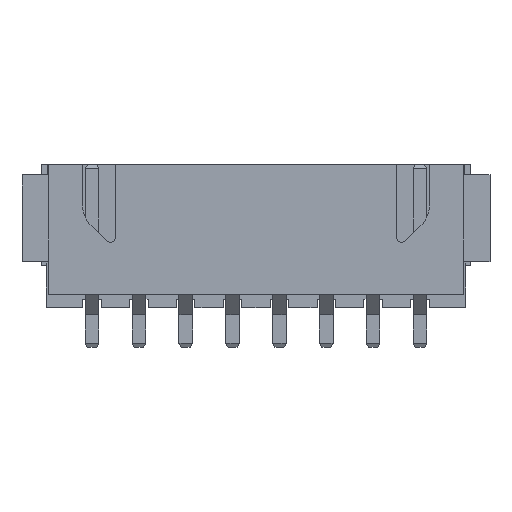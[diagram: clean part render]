
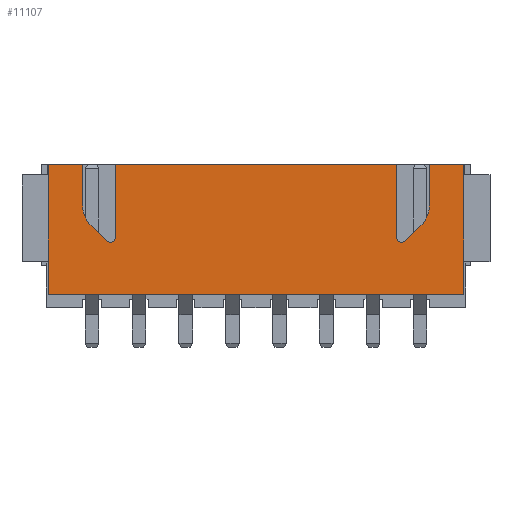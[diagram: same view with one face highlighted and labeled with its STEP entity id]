
A CAD part, top view. The second image highlights one B-rep face of the part: STEP entity #11107.
In plain terms, the highlighted planar face has unit normal (0, 0, 1).
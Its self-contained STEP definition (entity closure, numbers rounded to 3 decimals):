
#352=CIRCLE('',#11602,1.651);
#353=CIRCLE('',#11603,0.254);
#354=CIRCLE('',#11604,0.254);
#355=CIRCLE('',#11605,1.651);
#364=ORIENTED_EDGE('',*,*,#2694,.F.);
#365=ORIENTED_EDGE('',*,*,#2695,.T.);
#366=ORIENTED_EDGE('',*,*,#2696,.F.);
#367=ORIENTED_EDGE('',*,*,#2697,.T.);
#368=ORIENTED_EDGE('',*,*,#2698,.F.);
#369=ORIENTED_EDGE('',*,*,#2693,.T.);
#370=ORIENTED_EDGE('',*,*,#2699,.F.);
#371=ORIENTED_EDGE('',*,*,#2700,.T.);
#372=ORIENTED_EDGE('',*,*,#2701,.F.);
#373=ORIENTED_EDGE('',*,*,#2702,.T.);
#374=ORIENTED_EDGE('',*,*,#2703,.F.);
#375=ORIENTED_EDGE('',*,*,#2704,.T.);
#376=ORIENTED_EDGE('',*,*,#2705,.F.);
#377=ORIENTED_EDGE('',*,*,#2706,.F.);
#378=ORIENTED_EDGE('',*,*,#2707,.T.);
#379=ORIENTED_EDGE('',*,*,#2708,.T.);
#2693=EDGE_CURVE('',#3856,#3858,#4616,.T.);
#2694=EDGE_CURVE('',#3859,#3860,#4617,.T.);
#2695=EDGE_CURVE('',#3859,#3861,#352,.T.);
#2696=EDGE_CURVE('',#3862,#3861,#4618,.T.);
#2697=EDGE_CURVE('',#3862,#3863,#353,.T.);
#2698=EDGE_CURVE('',#3856,#3863,#4619,.T.);
#2699=EDGE_CURVE('',#3864,#3858,#4620,.T.);
#2700=EDGE_CURVE('',#3864,#3865,#354,.T.);
#2701=EDGE_CURVE('',#3866,#3865,#4621,.T.);
#2702=EDGE_CURVE('',#3866,#3867,#355,.T.);
#2703=EDGE_CURVE('',#3868,#3867,#4622,.T.);
#2704=EDGE_CURVE('',#3868,#3869,#4623,.T.);
#2705=EDGE_CURVE('',#3870,#3869,#4624,.T.);
#2706=EDGE_CURVE('',#3871,#3870,#4625,.T.);
#2707=EDGE_CURVE('',#3871,#3872,#4626,.T.);
#2708=EDGE_CURVE('',#3872,#3860,#4627,.T.);
#3856=VERTEX_POINT('',#13808);
#3858=VERTEX_POINT('',#13812);
#3859=VERTEX_POINT('',#13816);
#3860=VERTEX_POINT('',#13817);
#3861=VERTEX_POINT('',#13819);
#3862=VERTEX_POINT('',#13821);
#3863=VERTEX_POINT('',#13823);
#3864=VERTEX_POINT('',#13826);
#3865=VERTEX_POINT('',#13828);
#3866=VERTEX_POINT('',#13830);
#3867=VERTEX_POINT('',#13832);
#3868=VERTEX_POINT('',#13834);
#3869=VERTEX_POINT('',#13836);
#3870=VERTEX_POINT('',#13838);
#3871=VERTEX_POINT('',#13840);
#3872=VERTEX_POINT('',#13842);
#4616=LINE('',#13813,#5507);
#4617=LINE('',#13815,#5508);
#4618=LINE('',#13820,#5509);
#4619=LINE('',#13824,#5510);
#4620=LINE('',#13825,#5511);
#4621=LINE('',#13829,#5512);
#4622=LINE('',#13833,#5513);
#4623=LINE('',#13835,#5514);
#4624=LINE('',#13837,#5515);
#4625=LINE('',#13839,#5516);
#4626=LINE('',#13841,#5517);
#4627=LINE('',#13843,#5518);
#5507=VECTOR('',#12044,1000.);
#5508=VECTOR('',#12047,1000.);
#5509=VECTOR('',#12050,1000.);
#5510=VECTOR('',#12053,1000.);
#5511=VECTOR('',#12054,1000.);
#5512=VECTOR('',#12057,1000.);
#5513=VECTOR('',#12060,1000.);
#5514=VECTOR('',#12061,1000.);
#5515=VECTOR('',#12062,1000.);
#5516=VECTOR('',#12063,1000.);
#5517=VECTOR('',#12064,1000.);
#5518=VECTOR('',#12065,1000.);
#6396=EDGE_LOOP('',(#364,#365,#366,#367,#368,#369,#370,#371,#372,#373,#374,
#375,#376,#377,#378,#379));
#6897=FACE_BOUND('',#6396,.T.);
#7398=PLANE('',#11601);
#11107=ADVANCED_FACE('',(#6897),#7398,.F.);
#11601=AXIS2_PLACEMENT_3D('',#13814,#12045,#12046);
#11602=AXIS2_PLACEMENT_3D('',#13818,#12048,#12049);
#11603=AXIS2_PLACEMENT_3D('',#13822,#12051,#12052);
#11604=AXIS2_PLACEMENT_3D('',#13827,#12055,#12056);
#11605=AXIS2_PLACEMENT_3D('',#13831,#12058,#12059);
#12044=DIRECTION('',(-1.,0.,0.));
#12045=DIRECTION('',(0.,0.,-1.));
#12046=DIRECTION('',(-1.,0.,0.));
#12047=DIRECTION('',(0.,1.,0.));
#12048=DIRECTION('',(0.,0.,-1.));
#12049=DIRECTION('',(-1.,0.,0.));
#12050=DIRECTION('',(0.732,0.681,0.));
#12051=DIRECTION('',(0.,0.,-1.));
#12052=DIRECTION('',(-1.,0.,0.));
#12053=DIRECTION('',(0.,-1.,0.));
#12054=DIRECTION('',(0.,1.,0.));
#12055=DIRECTION('',(0.,0.,-1.));
#12056=DIRECTION('',(-1.,0.,0.));
#12057=DIRECTION('',(0.732,-0.681,0.));
#12058=DIRECTION('',(0.,0.,-1.));
#12059=DIRECTION('',(-1.,0.,0.));
#12060=DIRECTION('',(0.,-1.,0.));
#12061=DIRECTION('',(-1.,0.,0.));
#12062=DIRECTION('',(0.,1.,0.));
#12063=DIRECTION('',(-1.,0.,0.));
#12064=DIRECTION('',(0.,1.,0.));
#12065=DIRECTION('',(-1.,0.,0.));
#13808=CARTESIAN_POINT('',(7.633,9.906,5.918));
#13812=CARTESIAN_POINT('',(-7.633,9.906,5.918));
#13813=CARTESIAN_POINT('',(11.265,9.906,5.918));
#13814=CARTESIAN_POINT('',(11.265,2.87,5.918));
#13815=CARTESIAN_POINT('',(9.411,7.014,5.918));
#13816=CARTESIAN_POINT('',(9.411,7.733,5.918));
#13817=CARTESIAN_POINT('',(9.411,9.906,5.918));
#13818=CARTESIAN_POINT('',(7.76,7.733,5.918));
#13819=CARTESIAN_POINT('',(8.884,6.524,5.918));
#13820=CARTESIAN_POINT('',(7.633,5.359,5.918));
#13821=CARTESIAN_POINT('',(8.06,5.757,5.918));
#13822=CARTESIAN_POINT('',(7.887,5.943,5.918));
#13823=CARTESIAN_POINT('',(7.633,5.943,5.918));
#13824=CARTESIAN_POINT('',(7.633,9.906,5.918));
#13825=CARTESIAN_POINT('',(-7.633,5.359,5.918));
#13826=CARTESIAN_POINT('',(-7.633,5.943,5.918));
#13827=CARTESIAN_POINT('',(-7.887,5.943,5.918));
#13828=CARTESIAN_POINT('',(-8.06,5.757,5.918));
#13829=CARTESIAN_POINT('',(-9.411,7.014,5.918));
#13830=CARTESIAN_POINT('',(-8.884,6.524,5.918));
#13831=CARTESIAN_POINT('',(-7.76,7.733,5.918));
#13832=CARTESIAN_POINT('',(-9.411,7.733,5.918));
#13833=CARTESIAN_POINT('',(-9.411,9.906,5.918));
#13834=CARTESIAN_POINT('',(-9.411,9.906,5.918));
#13835=CARTESIAN_POINT('',(11.265,9.906,5.918));
#13836=CARTESIAN_POINT('',(-11.265,9.906,5.918));
#13837=CARTESIAN_POINT('',(-11.265,2.87,5.918));
#13838=CARTESIAN_POINT('',(-11.265,2.87,5.918));
#13839=CARTESIAN_POINT('',(11.265,2.87,5.918));
#13840=CARTESIAN_POINT('',(11.265,2.87,5.918));
#13841=CARTESIAN_POINT('',(11.265,2.87,5.918));
#13842=CARTESIAN_POINT('',(11.265,9.906,5.918));
#13843=CARTESIAN_POINT('',(11.265,9.906,5.918));
